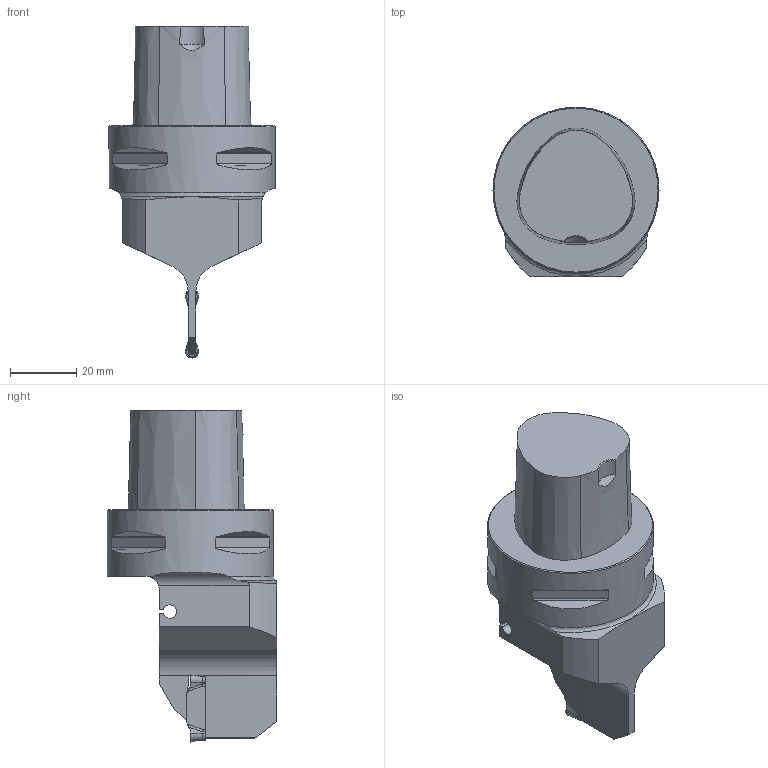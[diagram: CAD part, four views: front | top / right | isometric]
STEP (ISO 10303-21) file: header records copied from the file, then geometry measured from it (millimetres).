
FILE_DESCRIPTION(/* description */ (''),/* implementation_level */ '2;1');
FILE_NAME(/* name */ 'TOOLASSEMBLY_1.STP',/* time_stamp */ '2024-03-19T09:52:17+01:00',/* author */ (''),/* organization */ ('SMS'),/* preprocessor_version */ 'ST-DEVELOPER v16.7',/* originating_system */ 'SIEMENS PLM Software NX 12.0',/* authorisation */ '');
FILE_SCHEMA (('AUTOMOTIVE_DESIGN { 1 0 10303 214 3 1 1 1 }'));
Length unit declared in the file: millimetre
Products named in the file (4): ASSEMBLY_CONSTRUCTION; CUT_20240319095129; NOCUT_20240319094906; TOOLASSEMBLY_1
Assembly tree (3 placements, depth 2):
  TOOLASSEMBLY_1
    NOCUT_20240319094906
    CUT_20240319095129
    ASSEMBLY_CONSTRUCTION
Bounding box: 50 x 51 x 100 mm (x, y, z)
Volume: 96831.9 mm3; surface area: 15520.4 mm2
Topology: 2 solids, 2 shells, 122 faces, 319 edges, 211 vertices
Faces by surface type: plane 59, cylinder 26, extrusion 16, cone 12, bspline 6, torus 3
Full cylindrical faces by diameter (mm): 50 x1
Entity records: 4558 total; most frequent: CARTESIAN_POINT 1510, ORIENTED_EDGE 630, DIRECTION 554, EDGE_CURVE 315, VERTEX_POINT 204, AXIS2_PLACEMENT_3D 185, VECTOR 184, LINE 168
